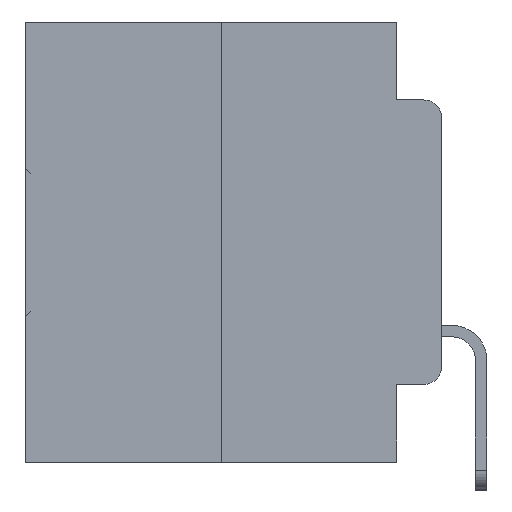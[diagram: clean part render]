
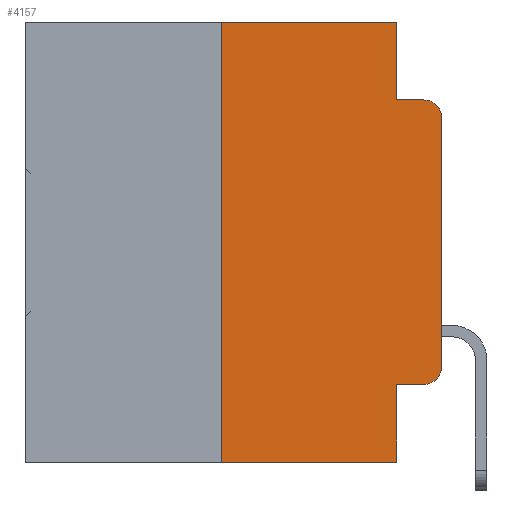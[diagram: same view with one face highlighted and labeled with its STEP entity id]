
A CAD part, left-side view. The second image highlights one B-rep face of the part: STEP entity #4157.
In plain terms, the highlighted planar face has unit normal (-1, 0, 0).
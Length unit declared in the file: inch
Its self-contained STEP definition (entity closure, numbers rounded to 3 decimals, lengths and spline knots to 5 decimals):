
#16 = AXIS2_PLACEMENT_3D ( 'NONE', #3779, #6517, #24372 ) ;
#99 = EDGE_CURVE ( 'NONE', #25924, #10568, #13199, .T. ) ;
#371 = CIRCLE ( 'NONE', #19309, 0.02 ) ;
#511 = DIRECTION ( 'NONE',  ( -1., 0., 0. ) ) ;
#517 = ORIENTED_EDGE ( 'NONE', *, *, #99, .F. ) ;
#3197 = EDGE_CURVE ( 'NONE', #22007, #19799, #14900, .T. ) ;
#3362 = CARTESIAN_POINT ( 'NONE',  ( 0., 0., -0.3915 ) ) ;
#3779 = CARTESIAN_POINT ( 'NONE',  ( 0., 0.473, 0. ) ) ;
#4157 = ADVANCED_FACE ( 'NONE', ( #14939 ), #19294, .F. ) ;
#4759 = ORIENTED_EDGE ( 'NONE', *, *, #33001, .F. ) ;
#5922 = ORIENTED_EDGE ( 'NONE', *, *, #7020, .F. ) ;
#6221 = VERTEX_POINT ( 'NONE', #3362 ) ;
#6311 = VECTOR ( 'NONE', #8430, 39.37008 ) ;
#6517 = DIRECTION ( 'NONE',  ( 1., 0., 0. ) ) ;
#6592 = CARTESIAN_POINT ( 'NONE',  ( 0., 0.051, -0.0885 ) ) ;
#7020 = EDGE_CURVE ( 'NONE', #15916, #10985, #30684, .T. ) ;
#7304 = CARTESIAN_POINT ( 'NONE',  ( 0., 0.051, -0.0885 ) ) ;
#8265 = CARTESIAN_POINT ( 'NONE',  ( 0., 0.02, -0.1085 ) ) ;
#8422 = ORIENTED_EDGE ( 'NONE', *, *, #18867, .T. ) ;
#8430 = DIRECTION ( 'NONE',  ( 0., 0., 1. ) ) ;
#8838 = ORIENTED_EDGE ( 'NONE', *, *, #18001, .T. ) ;
#8849 = VECTOR ( 'NONE', #24453, 39.37008 ) ;
#8978 = LINE ( 'NONE', #26937, #28384 ) ;
#9899 = ORIENTED_EDGE ( 'NONE', *, *, #3197, .F. ) ;
#10105 = CARTESIAN_POINT ( 'NONE',  ( 0., 0.051, 0. ) ) ;
#10373 = VERTEX_POINT ( 'NONE', #19758 ) ;
#10568 = VERTEX_POINT ( 'NONE', #27886 ) ;
#10854 = ORIENTED_EDGE ( 'NONE', *, *, #33192, .T. ) ;
#10871 = CARTESIAN_POINT ( 'NONE',  ( 0., 0.051, -0.4115 ) ) ;
#10882 = DIRECTION ( 'NONE',  ( 0., 0., -1. ) ) ;
#10954 = EDGE_CURVE ( 'NONE', #25924, #10985, #19583, .T. ) ;
#10985 = VERTEX_POINT ( 'NONE', #16764 ) ;
#11214 = LINE ( 'NONE', #10105, #30586 ) ;
#11608 = LINE ( 'NONE', #10871, #30956 ) ;
#11884 = DIRECTION ( 'NONE',  ( 0., 0., -1. ) ) ;
#12649 = ORIENTED_EDGE ( 'NONE', *, *, #13588, .T. ) ;
#12705 = ORIENTED_EDGE ( 'NONE', *, *, #10954, .T. ) ;
#12783 = DIRECTION ( 'NONE',  ( 0., 0., -1. ) ) ;
#13199 = LINE ( 'NONE', #21224, #19905 ) ;
#13230 = LINE ( 'NONE', #28578, #6311 ) ;
#13588 = EDGE_CURVE ( 'NONE', #6221, #10373, #13230, .T. ) ;
#13805 = CIRCLE ( 'NONE', #16743, 0.02 ) ;
#14385 = DIRECTION ( 'NONE',  ( 0., -1., 0. ) ) ;
#14457 = CARTESIAN_POINT ( 'NONE',  ( 0., 0.051, 0. ) ) ;
#14900 = LINE ( 'NONE', #6592, #8849 ) ;
#14939 = FACE_OUTER_BOUND ( 'NONE', #25528, .T. ) ;
#15916 = VERTEX_POINT ( 'NONE', #28708 ) ;
#16367 = CARTESIAN_POINT ( 'NONE',  ( 0., 0.02, -0.3915 ) ) ;
#16503 = VECTOR ( 'NONE', #11884, 39.37008 ) ;
#16743 = AXIS2_PLACEMENT_3D ( 'NONE', #16367, #511, #18901 ) ;
#16764 = CARTESIAN_POINT ( 'NONE',  ( 0., 0.051, -0.5 ) ) ;
#18001 = EDGE_CURVE ( 'NONE', #29776, #6221, #13805, .T. ) ;
#18279 = VERTEX_POINT ( 'NONE', #24945 ) ;
#18783 = VECTOR ( 'NONE', #21718, 39.37008 ) ;
#18867 = EDGE_CURVE ( 'NONE', #10373, #19799, #371, .T. ) ;
#18901 = DIRECTION ( 'NONE',  ( 0., 0., -1. ) ) ;
#19168 = CARTESIAN_POINT ( 'NONE',  ( 0., 0.473, -0.5 ) ) ;
#19294 = PLANE ( 'NONE',  #16 ) ;
#19309 = AXIS2_PLACEMENT_3D ( 'NONE', #8265, #26044, #10882 ) ;
#19583 = LINE ( 'NONE', #19168, #18783 ) ;
#19758 = CARTESIAN_POINT ( 'NONE',  ( 0., 0., -0.1085 ) ) ;
#19799 = VERTEX_POINT ( 'NONE', #29614 ) ;
#19905 = VECTOR ( 'NONE', #23737, 39.37008 ) ;
#21224 = CARTESIAN_POINT ( 'NONE',  ( 0., 0.25, 0. ) ) ;
#21718 = DIRECTION ( 'NONE',  ( 0., -1., 0. ) ) ;
#22007 = VERTEX_POINT ( 'NONE', #7304 ) ;
#22570 = ORIENTED_EDGE ( 'NONE', *, *, #30226, .F. ) ;
#22901 = CARTESIAN_POINT ( 'NONE',  ( 0., 0.02, -0.4115 ) ) ;
#23737 = DIRECTION ( 'NONE',  ( 0., 0., 1. ) ) ;
#24372 = DIRECTION ( 'NONE',  ( 0., 0., -1. ) ) ;
#24453 = DIRECTION ( 'NONE',  ( 0., -1., 0. ) ) ;
#24945 = CARTESIAN_POINT ( 'NONE',  ( 0., 0.051, 0. ) ) ;
#25528 = EDGE_LOOP ( 'NONE', ( #12649, #8422, #9899, #4759, #22570, #517, #12705, #5922, #10854, #8838 ) ) ;
#25924 = VERTEX_POINT ( 'NONE', #26806 ) ;
#26044 = DIRECTION ( 'NONE',  ( -1., 0., 0. ) ) ;
#26127 = DIRECTION ( 'NONE',  ( 0., -1., 0. ) ) ;
#26806 = CARTESIAN_POINT ( 'NONE',  ( 0., 0.25, -0.5 ) ) ;
#26937 = CARTESIAN_POINT ( 'NONE',  ( 0., 0.473, 0. ) ) ;
#27886 = CARTESIAN_POINT ( 'NONE',  ( 0., 0.25, 0. ) ) ;
#28384 = VECTOR ( 'NONE', #14385, 39.37008 ) ;
#28578 = CARTESIAN_POINT ( 'NONE',  ( 0., 0., 0. ) ) ;
#28708 = CARTESIAN_POINT ( 'NONE',  ( 0., 0.051, -0.4115 ) ) ;
#29614 = CARTESIAN_POINT ( 'NONE',  ( 0., 0.02, -0.0885 ) ) ;
#29776 = VERTEX_POINT ( 'NONE', #22901 ) ;
#30226 = EDGE_CURVE ( 'NONE', #10568, #18279, #8978, .T. ) ;
#30586 = VECTOR ( 'NONE', #12783, 39.37008 ) ;
#30684 = LINE ( 'NONE', #14457, #16503 ) ;
#30956 = VECTOR ( 'NONE', #26127, 39.37008 ) ;
#33001 = EDGE_CURVE ( 'NONE', #18279, #22007, #11214, .T. ) ;
#33192 = EDGE_CURVE ( 'NONE', #15916, #29776, #11608, .T. ) ;
